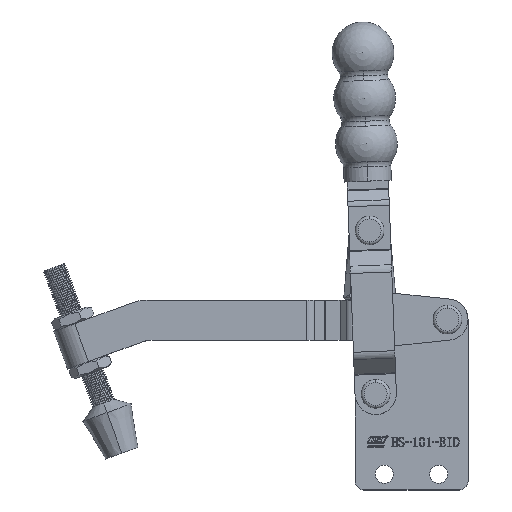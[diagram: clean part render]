
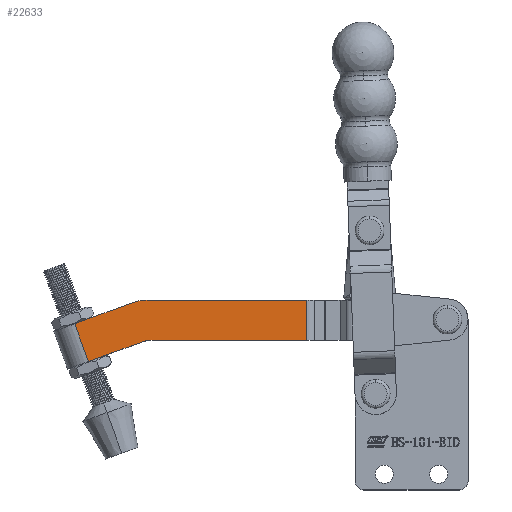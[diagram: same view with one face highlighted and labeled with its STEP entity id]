
A CAD part, top view. The second image highlights one B-rep face of the part: STEP entity #22633.
In plain terms, the highlighted face is planar.
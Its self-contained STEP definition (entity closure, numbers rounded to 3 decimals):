
#2120 = VERTEX_POINT ( 'NONE', #26701 ) ;
#2233 = VERTEX_POINT ( 'NONE', #26767 ) ;
#2638 = EDGE_LOOP ( 'NONE', ( #24623, #24624, #24625, #24626, #24627, #24628, #24629, #24630 ) ) ;
#6038 = DIRECTION ( 'NONE',  ( 1., 0., 0. ) ) ;
#6041 = CARTESIAN_POINT ( 'NONE',  ( 0., 7.7, 17. ) ) ;
#6076 = CARTESIAN_POINT ( 'NONE',  ( 0., 7.7, 3. ) ) ;
#6077 = DIRECTION ( 'NONE',  ( 1., 0., 0. ) ) ;
#6125 = CARTESIAN_POINT ( 'NONE',  ( 1.867, 7.7, -5.13 ) ) ;
#6136 = DIRECTION ( 'NONE',  ( 0.94, 0., 0.342 ) ) ;
#6257 = CARTESIAN_POINT ( 'NONE',  ( -2.921, 7.7, 8.026 ) ) ;
#6258 = DIRECTION ( 'NONE',  ( 0.94, 0., 0.342 ) ) ;
#6665 = AXIS2_PLACEMENT_3D ( 'NONE', #10956, #10957, #10958 ) ;
#6666 = AXIS2_PLACEMENT_3D ( 'NONE', #10960, #10961, #10962 ) ;
#9614 = CIRCLE ( 'NONE', #6665, 10. ) ;
#9617 = LINE ( 'NONE', #10952, #9620 ) ;
#9620 = VECTOR ( 'NONE', #10953, 1000. ) ;
#9621 = CIRCLE ( 'NONE', #6666, 14. ) ;
#9622 = LINE ( 'NONE', #10954, #9624 ) ;
#9624 = VECTOR ( 'NONE', #10955, 1000. ) ;
#10952 = CARTESIAN_POINT ( 'NONE',  ( 44.896, 7.7, 116.341 ) ) ;
#10953 = DIRECTION ( 'NONE',  ( -0.342, 0., 0.94 ) ) ;
#10954 = CARTESIAN_POINT ( 'NONE',  ( 0., 7.7, 100. ) ) ;
#10955 = DIRECTION ( 'NONE',  ( 0., 0., -1. ) ) ;
#10956 = CARTESIAN_POINT ( 'NONE',  ( 19.971, 7.7, 27. ) ) ;
#10957 = DIRECTION ( 'NONE',  ( 0., -1., 0. ) ) ;
#10958 = DIRECTION ( 'NONE',  ( 0., 0., -1. ) ) ;
#10960 = CARTESIAN_POINT ( 'NONE',  ( 21.735, 7.7, 17. ) ) ;
#10961 = DIRECTION ( 'NONE',  ( 0., 1., 0. ) ) ;
#10962 = DIRECTION ( 'NONE',  ( 0., 0., -1. ) ) ;
#14130 = CARTESIAN_POINT ( 'NONE',  ( 78.902, 7.7, 22.909 ) ) ;
#15112 = CARTESIAN_POINT ( 'NONE',  ( 26.523, 7.7, 3.844 ) ) ;
#15130 = CARTESIAN_POINT ( 'NONE',  ( 0., 7.7, 3. ) ) ;
#15134 = CARTESIAN_POINT ( 'NONE',  ( 21.735, 7.7, 3. ) ) ;
#15228 = CARTESIAN_POINT ( 'NONE',  ( 0., 7.7, 17. ) ) ;
#15234 = CARTESIAN_POINT ( 'NONE',  ( 74.114, 7.7, 36.064 ) ) ;
#22633 = ADVANCED_FACE ( 'NONE', ( #25798 ), #23800, .F. ) ;
#23798 = CARTESIAN_POINT ( 'NONE',  ( 0., 7.7, 100. ) ) ;
#23800 = PLANE ( 'NONE',  #32514 ) ;
#23803 = DIRECTION ( 'NONE',  ( 0., -1., 0. ) ) ;
#23804 = DIRECTION ( 'NONE',  ( 0., 0., -1. ) ) ;
#24623 = ORIENTED_EDGE ( 'NONE', *, *, #31295, .F. ) ;
#24624 = ORIENTED_EDGE ( 'NONE', *, *, #34136, .T. ) ;
#24625 = ORIENTED_EDGE ( 'NONE', *, *, #31268, .F. ) ;
#24626 = ORIENTED_EDGE ( 'NONE', *, *, #34137, .F. ) ;
#24627 = ORIENTED_EDGE ( 'NONE', *, *, #31252, .T. ) ;
#24628 = ORIENTED_EDGE ( 'NONE', *, *, #34135, .T. ) ;
#24629 = ORIENTED_EDGE ( 'NONE', *, *, #31349, .T. ) ;
#24630 = ORIENTED_EDGE ( 'NONE', *, *, #34134, .F. ) ;
#25798 = FACE_OUTER_BOUND ( 'NONE', #2638, .T. ) ;
#26701 = CARTESIAN_POINT ( 'NONE',  ( 19.971, 7.7, 17. ) ) ;
#26767 = CARTESIAN_POINT ( 'NONE',  ( 23.392, 7.7, 17.603 ) ) ;
#31252 = EDGE_CURVE ( 'NONE', #35663, #2120, #36546, .T. ) ;
#31268 = EDGE_CURVE ( 'NONE', #35565, #35569, #36577, .T. ) ;
#31295 = EDGE_CURVE ( 'NONE', #35547, #35339, #36622, .T. ) ;
#31349 = EDGE_CURVE ( 'NONE', #2233, #35669, #36721, .T. ) ;
#32514 = AXIS2_PLACEMENT_3D ( 'NONE', #23798, #23803, #23804 ) ;
#34134 = EDGE_CURVE ( 'NONE', #35339, #35669, #9617, .T. ) ;
#34135 = EDGE_CURVE ( 'NONE', #2120, #2233, #9614, .T. ) ;
#34136 = EDGE_CURVE ( 'NONE', #35547, #35569, #9621, .T. ) ;
#34137 = EDGE_CURVE ( 'NONE', #35663, #35565, #9622, .T. ) ;
#35339 = VERTEX_POINT ( 'NONE', #14130 ) ;
#35547 = VERTEX_POINT ( 'NONE', #15112 ) ;
#35565 = VERTEX_POINT ( 'NONE', #15130 ) ;
#35569 = VERTEX_POINT ( 'NONE', #15134 ) ;
#35663 = VERTEX_POINT ( 'NONE', #15228 ) ;
#35669 = VERTEX_POINT ( 'NONE', #15234 ) ;
#36546 = LINE ( 'NONE', #6041, #36550 ) ;
#36550 = VECTOR ( 'NONE', #6038, 1000. ) ;
#36577 = LINE ( 'NONE', #6076, #36580 ) ;
#36580 = VECTOR ( 'NONE', #6077, 1000. ) ;
#36622 = LINE ( 'NONE', #6125, #36629 ) ;
#36629 = VECTOR ( 'NONE', #6136, 1000. ) ;
#36721 = LINE ( 'NONE', #6257, #36724 ) ;
#36724 = VECTOR ( 'NONE', #6258, 1000. ) ;
